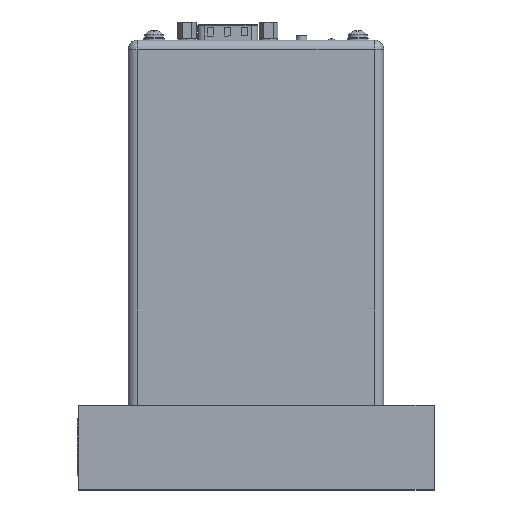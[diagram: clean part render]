
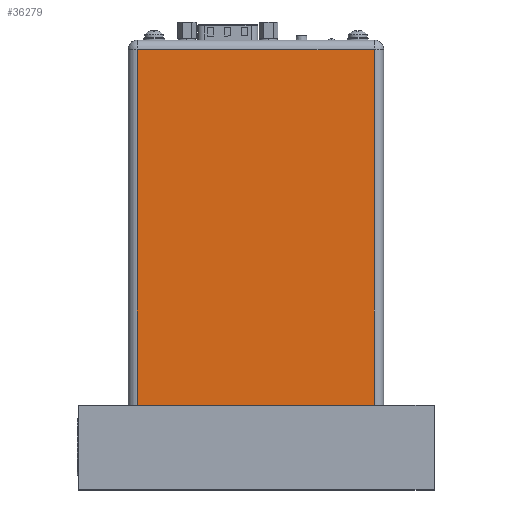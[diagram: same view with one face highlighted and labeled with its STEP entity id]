
A CAD part, top view. The second image highlights one B-rep face of the part: STEP entity #36279.
In plain terms, the highlighted planar face has unit normal (0, 0, 1).
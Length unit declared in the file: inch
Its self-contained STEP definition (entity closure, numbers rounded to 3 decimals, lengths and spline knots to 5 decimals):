
#33853=DIRECTION('',(1.,0.,0.));
#33854=VECTOR('',#33853,2.755);
#33855=CARTESIAN_POINT('',(-1.3775,0.,1.425));
#33856=LINE('',#33855,#33854);
#34860=DIRECTION('',(0.,-1.,0.));
#34861=VECTOR('',#34860,4.14);
#34862=CARTESIAN_POINT('',(1.3775,4.14,1.425));
#34863=LINE('',#34862,#34861);
#34867=DIRECTION('',(0.,-1.,0.));
#34868=VECTOR('',#34867,4.14);
#34869=CARTESIAN_POINT('',(-1.3775,4.14,1.425));
#34870=LINE('',#34869,#34868);
#34874=DIRECTION('',(1.,0.,0.));
#34875=VECTOR('',#34874,2.755);
#34876=CARTESIAN_POINT('',(-1.3775,4.14,1.425));
#34877=LINE('',#34876,#34875);
#35410=CARTESIAN_POINT('',(1.3775,0.,1.425));
#35412=VERTEX_POINT('',#35410);
#35413=CARTESIAN_POINT('',(1.3775,4.14,1.425));
#35414=VERTEX_POINT('',#35413);
#35425=CARTESIAN_POINT('',(-1.3775,0.,1.425));
#35427=VERTEX_POINT('',#35425);
#35429=CARTESIAN_POINT('',(-1.3775,4.14,1.425));
#35430=VERTEX_POINT('',#35429);
#36267=CARTESIAN_POINT('',(-1.4875,0.,1.425));
#36268=DIRECTION('',(0.,0.,1.));
#36269=DIRECTION('',(1.,0.,0.));
#36270=AXIS2_PLACEMENT_3D('',#36267,#36268,#36269);
#36271=PLANE('',#36270);
#36273=ORIENTED_EDGE('',*,*,#36272,.T.);
#36274=ORIENTED_EDGE('',*,*,#35456,.F.);
#36275=ORIENTED_EDGE('',*,*,#36236,.F.);
#36276=ORIENTED_EDGE('',*,*,#36258,.T.);
#36277=EDGE_LOOP('',(#36273,#36274,#36275,#36276));
#36278=FACE_OUTER_BOUND('',#36277,.F.);
#36279=ADVANCED_FACE('',(#36278),#36271,.T.);
#35456=EDGE_CURVE('',#35427,#35412,#33856,.T.);
#36236=EDGE_CURVE('',#35430,#35427,#34870,.T.);
#36258=EDGE_CURVE('',#35430,#35414,#34877,.T.);
#36272=EDGE_CURVE('',#35414,#35412,#34863,.T.);
